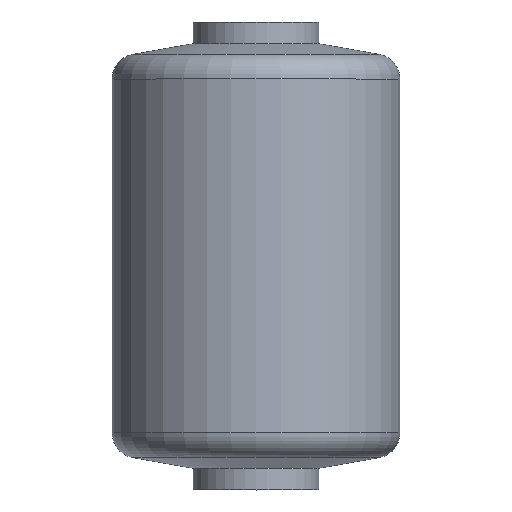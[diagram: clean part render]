
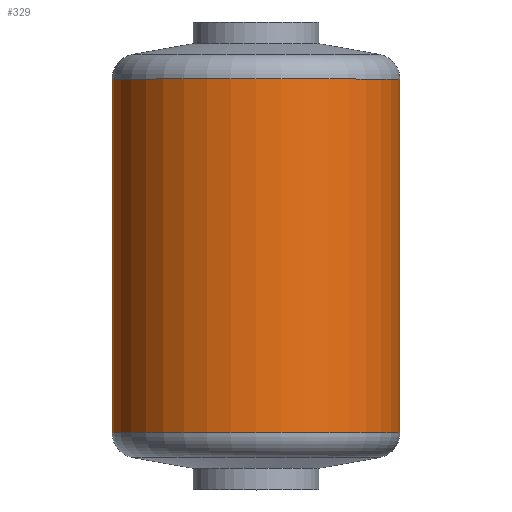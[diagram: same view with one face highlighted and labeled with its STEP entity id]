
A CAD part, top view. The second image highlights one B-rep face of the part: STEP entity #329.
In plain terms, the highlighted cylindrical face has radius 40 mm (diameter 80 mm), a full revolution.
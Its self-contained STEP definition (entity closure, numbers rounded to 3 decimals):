
#34=ORIENTED_EDGE('',*,*,#70,.T.);
#35=ORIENTED_EDGE('',*,*,#71,.F.);
#70=EDGE_CURVE('',#88,#88,#106,.T.);
#71=EDGE_CURVE('',#89,#89,#107,.T.);
#88=VERTEX_POINT('',#466);
#89=VERTEX_POINT('',#468);
#106=CIRCLE('',#354,40.);
#107=CIRCLE('',#355,40.);
#124=EDGE_LOOP('',(#34));
#125=EDGE_LOOP('',(#35));
#160=FACE_BOUND('',#124,.T.);
#161=FACE_BOUND('',#125,.T.);
#196=CYLINDRICAL_SURFACE('',#353,40.);
#329=ADVANCED_FACE('',(#160,#161),#196,.T.);
#353=AXIS2_PLACEMENT_3D('',#464,#391,#392);
#354=AXIS2_PLACEMENT_3D('',#465,#393,#394);
#355=AXIS2_PLACEMENT_3D('',#467,#395,#396);
#391=DIRECTION('',(0.,1.,0.));
#392=DIRECTION('',(0.,0.,1.));
#393=DIRECTION('',(0.,-1.,0.));
#394=DIRECTION('',(0.,0.,-1.));
#395=DIRECTION('',(0.,-1.,0.));
#396=DIRECTION('',(0.,0.,-1.));
#464=CARTESIAN_POINT('',(0.,-25.,0.));
#465=CARTESIAN_POINT('',(0.,49.14,0.));
#466=CARTESIAN_POINT('',(0.,49.14,-40.));
#467=CARTESIAN_POINT('',(0.,-49.14,0.));
#468=CARTESIAN_POINT('',(0.,-49.14,-40.));
